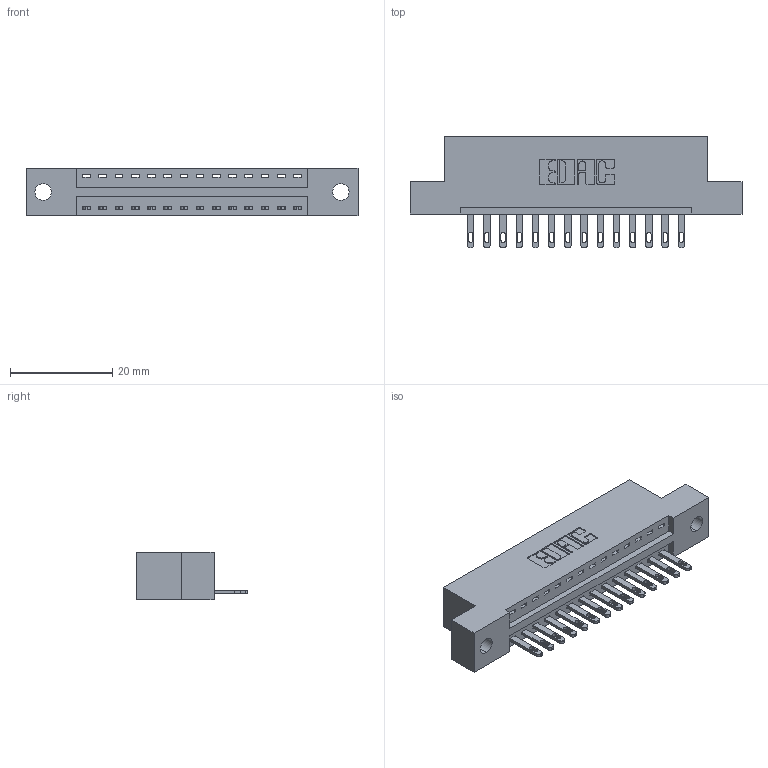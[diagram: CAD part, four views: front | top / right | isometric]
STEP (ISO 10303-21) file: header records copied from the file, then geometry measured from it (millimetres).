
FILE_DESCRIPTION (( 'STEP AP203' ), '1' );
FILE_NAME ('346-014-500-102.STEP', '2018-08-20T00:15:20', ( '' ), ( '' ), 'SwSTEP 2.0', 'SolidWorks 2016', '' );
FILE_SCHEMA (( 'CONFIG_CONTROL_DESIGN' ));
Length unit declared in the file: inch
Products named in the file (3): 346 Part_Flush Mounting Lugs - 0.128 Dia; 345-292-001_345-293-100; 346-014-500-102
Assembly tree (15 placements, depth 2):
  346-014-500-102
    346 Part_Flush Mounting Lugs - 0.128 Dia
    345-292-001_345-293-100  x14
Bounding box: 65.02 x 21.84 x 9.4 mm (x, y, z)
Volume: 6003.3 mm3; surface area: 6962.6 mm2
Topology: 15 solids, 15 shells, 878 faces, 2681 edges, 1786 vertices
Faces by surface type: plane 552, cylinder 326
Entity records: 12391 total; most frequent: CARTESIAN_POINT 2138, ORIENTED_EDGE 2086, DIRECTION 1923, EDGE_CURVE 1043, VECTOR 851, LINE 851, VERTEX_POINT 694, AXIS2_PLACEMENT_3D 536
